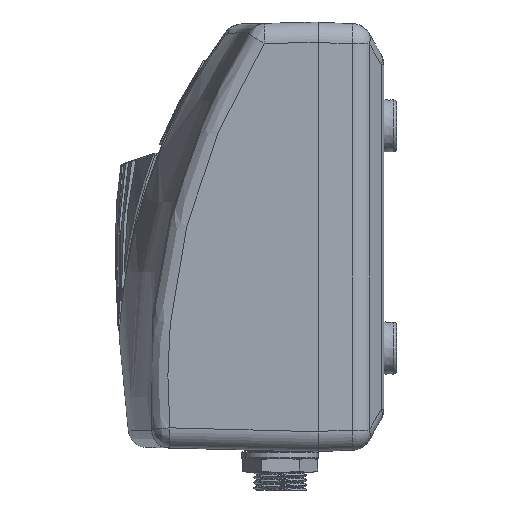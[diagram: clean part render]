
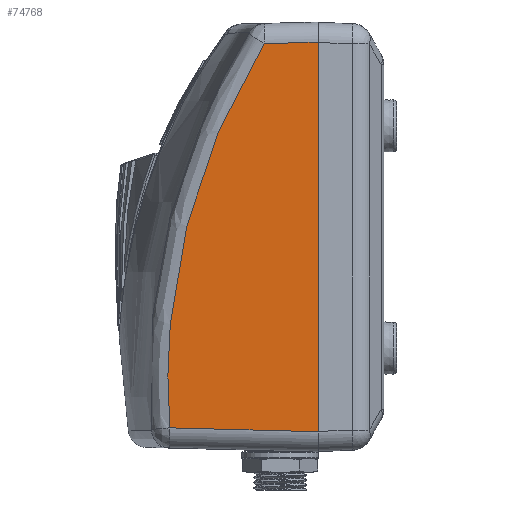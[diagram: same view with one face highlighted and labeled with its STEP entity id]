
A CAD part, left-side view. The second image highlights one B-rep face of the part: STEP entity #74768.
In plain terms, the highlighted face is planar.
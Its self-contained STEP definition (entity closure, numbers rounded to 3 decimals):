
#1562=B_SPLINE_CURVE_WITH_KNOTS('',3,(#106708,#106709,#106710,#106711,#106712,
#106713,#106714,#106715,#106716,#106717,#106718,#106719,#106720,#106721,
#106722,#106723,#106724,#106725,#106726,#106727,#106728,#106729,#106730,
#106731,#106732,#106733,#106734,#106735,#106736,#106737,#106738,#106739,
#106740,#106741,#106742,#106743,#106744,#106745,#106746,#106747,#106748,
#106749,#106750,#106751,#106752,#106753),.UNSPECIFIED.,.F.,.F.,(4,2,2,2,
2,2,2,2,2,2,2,2,2,2,2,2,2,2,2,2,2,2,4),(0.,0.058,0.075,
0.137,0.173,0.238,0.25,0.282,
0.346,0.397,0.459,0.5,0.51,
0.577,0.609,0.676,0.697,
0.75,0.775,0.845,0.908,0.964,
1.),.UNSPECIFIED.);
#4629=FACE_OUTER_BOUND('',#8965,.T.);
#8965=EDGE_LOOP('',(#50907,#50908,#50909,#50910));
#14089=LINE('',#106783,#22295);
#14096=LINE('',#106827,#22302);
#14108=LINE('',#108542,#22314);
#22295=VECTOR('',#86596,22.03);
#22302=VECTOR('',#86615,57.82);
#22314=VECTOR('',#86649,7.997);
#31863=VERTEX_POINT('',#106705);
#31864=VERTEX_POINT('',#106707);
#31875=VERTEX_POINT('',#106781);
#31889=VERTEX_POINT('',#106825);
#39229=EDGE_CURVE('',#31864,#31863,#1562,.T.);
#39244=EDGE_CURVE('',#31863,#31875,#14089,.T.);
#39259=EDGE_CURVE('',#31889,#31875,#14096,.T.);
#39295=EDGE_CURVE('',#31889,#31864,#14108,.T.);
#50907=ORIENTED_EDGE('',*,*,#39259,.F.);
#50908=ORIENTED_EDGE('',*,*,#39295,.T.);
#50909=ORIENTED_EDGE('',*,*,#39229,.T.);
#50910=ORIENTED_EDGE('',*,*,#39244,.T.);
#71634=PLANE('',#79987);
#74768=ADVANCED_FACE('',(#4629),#71634,.F.);
#79987=AXIS2_PLACEMENT_3D('',#108541,#86647,#86648);
#86596=DIRECTION('',(0.026,-0.026,-0.999));
#86615=DIRECTION('',(0.,-1.,0.));
#86647=DIRECTION('center_axis',(-1.,0.,-0.026));
#86648=DIRECTION('ref_axis',(0.026,0.,-1.));
#86649=DIRECTION('',(-0.026,-0.026,0.999));
#106705=CARTESIAN_POINT('',(59.632,-28.333,29.465));
#106707=CARTESIAN_POINT('',(60.,28.701,15.441));
#106708=CARTESIAN_POINT('Ctrl Pts',(60.,28.701,15.441));
#106709=CARTESIAN_POINT('Ctrl Pts',(59.983,27.728,16.062));
#106710=CARTESIAN_POINT('Ctrl Pts',(59.968,26.74,16.66));
#106711=CARTESIAN_POINT('Ctrl Pts',(59.948,25.445,17.408));
#106712=CARTESIAN_POINT('Ctrl Pts',(59.944,25.148,17.576));
#106713=CARTESIAN_POINT('Ctrl Pts',(59.924,23.781,18.342));
#106714=CARTESIAN_POINT('Ctrl Pts',(59.909,22.697,18.917));
#106715=CARTESIAN_POINT('Ctrl Pts',(59.886,20.957,19.795));
#106716=CARTESIAN_POINT('Ctrl Pts',(59.877,20.308,20.113));
#106717=CARTESIAN_POINT('Ctrl Pts',(59.855,18.487,20.979));
#106718=CARTESIAN_POINT('Ctrl Pts',(59.841,17.306,21.51));
#106719=CARTESIAN_POINT('Ctrl Pts',(59.825,15.899,22.112));
#106720=CARTESIAN_POINT('Ctrl Pts',(59.823,15.682,22.204));
#106721=CARTESIAN_POINT('Ctrl Pts',(59.814,14.876,22.542));
#106722=CARTESIAN_POINT('Ctrl Pts',(59.807,14.285,22.783));
#106723=CARTESIAN_POINT('Ctrl Pts',(59.789,12.497,23.494));
#106724=CARTESIAN_POINT('Ctrl Pts',(59.777,11.293,23.947));
#106725=CARTESIAN_POINT('Ctrl Pts',(59.757,9.128,24.714));
#106726=CARTESIAN_POINT('Ctrl Pts',(59.748,8.17,25.037));
#106727=CARTESIAN_POINT('Ctrl Pts',(59.731,6.04,25.72));
#106728=CARTESIAN_POINT('Ctrl Pts',(59.721,4.867,26.071));
#106729=CARTESIAN_POINT('Ctrl Pts',(59.707,2.896,26.62));
#106730=CARTESIAN_POINT('Ctrl Pts',(59.701,2.101,26.83));
#106731=CARTESIAN_POINT('Ctrl Pts',(59.695,1.118,27.075));
#106732=CARTESIAN_POINT('Ctrl Pts',(59.694,0.931,
27.121));
#106733=CARTESIAN_POINT('Ctrl Pts',(59.684,-0.549,27.48));
#106734=CARTESIAN_POINT('Ctrl Pts',(59.677,-1.849,
27.765));
#106735=CARTESIAN_POINT('Ctrl Pts',(59.667,-3.793,
28.148));
#106736=CARTESIAN_POINT('Ctrl Pts',(59.664,-4.432,
28.267));
#106737=CARTESIAN_POINT('Ctrl Pts',(59.655,-6.379,
28.607));
#106738=CARTESIAN_POINT('Ctrl Pts',(59.65,-7.692,
28.808));
#106739=CARTESIAN_POINT('Ctrl Pts',(59.644,-9.419,
29.033));
#106740=CARTESIAN_POINT('Ctrl Pts',(59.642,-9.83,
29.084));
#106741=CARTESIAN_POINT('Ctrl Pts',(59.638,-11.297,
29.255));
#106742=CARTESIAN_POINT('Ctrl Pts',(59.635,-12.355,
29.36));
#106743=CARTESIAN_POINT('Ctrl Pts',(59.632,-13.908,29.487));
#106744=CARTESIAN_POINT('Ctrl Pts',(59.631,-14.402,
29.523));
#106745=CARTESIAN_POINT('Ctrl Pts',(59.628,-16.291,
29.647));
#106746=CARTESIAN_POINT('Ctrl Pts',(59.626,-17.688,
29.707));
#106747=CARTESIAN_POINT('Ctrl Pts',(59.625,-20.338,29.761));
#106748=CARTESIAN_POINT('Ctrl Pts',(59.625,-21.592,
29.761));
#106749=CARTESIAN_POINT('Ctrl Pts',(59.626,-23.97,29.713));
#106750=CARTESIAN_POINT('Ctrl Pts',(59.627,-25.095,
29.67));
#106751=CARTESIAN_POINT('Ctrl Pts',(59.63,-26.924,
29.568));
#106752=CARTESIAN_POINT('Ctrl Pts',(59.631,-27.629,
29.52));
#106753=CARTESIAN_POINT('Ctrl Pts',(59.632,-28.333,
29.465));
#106781=CARTESIAN_POINT('',(60.209,-28.91,7.45));
#106783=CARTESIAN_POINT('',(59.632,-28.333,29.465));
#106825=CARTESIAN_POINT('',(60.209,28.91,7.45));
#106827=CARTESIAN_POINT('',(60.209,28.91,7.45));
#108541=CARTESIAN_POINT('Origin',(59.507,0.,34.24));
#108542=CARTESIAN_POINT('',(60.209,28.91,7.45));
